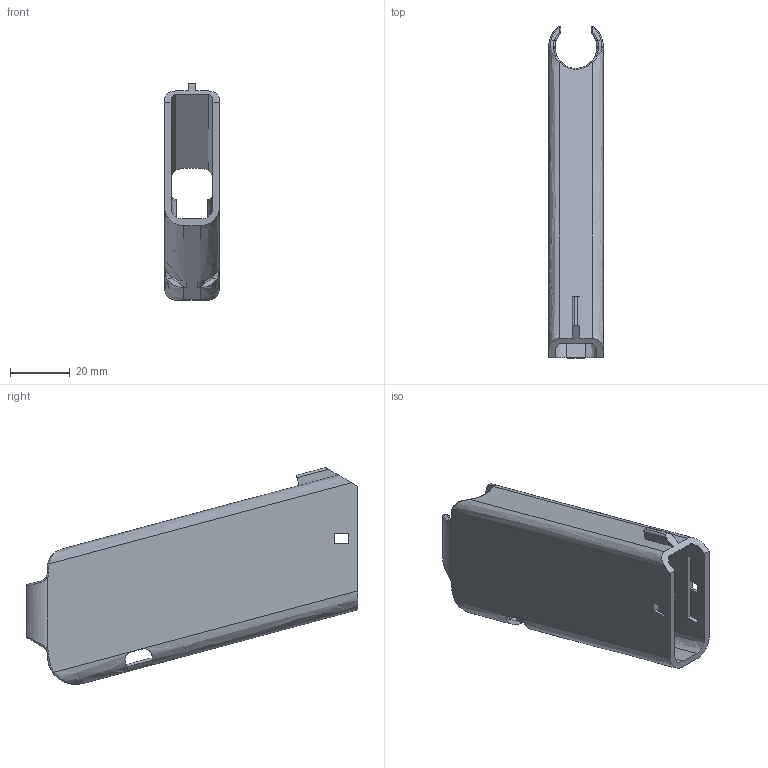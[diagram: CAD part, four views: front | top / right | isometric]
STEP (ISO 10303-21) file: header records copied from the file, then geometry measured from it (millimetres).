
FILE_DESCRIPTION(/* description */ (''),/* implementation_level */ '2;1');
FILE_NAME(/* name */ 'MAGAZINE[2.0].step',/* time_stamp */ '2021-10-27T15:23:17-06:00',/* author */ (''),/* organization */ (''),/* preprocessor_version */ 'ST-DEVELOPER v18.1',/* originating_system */ 'Autodesk Translation Framework v10.9.0.1377',/* authorisation */ '');
FILE_SCHEMA (('AUTOMOTIVE_DESIGN { 1 0 10303 214 3 1 1 }'));
Length unit declared in the file: inch
Products named in the file (1): FusionComponent
Bounding box: 18.39 x 111.27 x 72.69 mm (x, y, z)
Volume: 24852.8 mm3; surface area: 24790.1 mm2
Topology: 1 solids, 1 shells, 175 faces, 457 edges, 276 vertices
Faces by surface type: bspline 58, plane 50, cylinder 37, torus 20, sphere 10
Entity records: 6879 total; most frequent: CARTESIAN_POINT 2829, ORIENTED_EDGE 910, DIRECTION 755, EDGE_CURVE 455, AXIS2_PLACEMENT_3D 291, VERTEX_POINT 276, EDGE_LOOP 179, FACE_OUTER_BOUND 175
